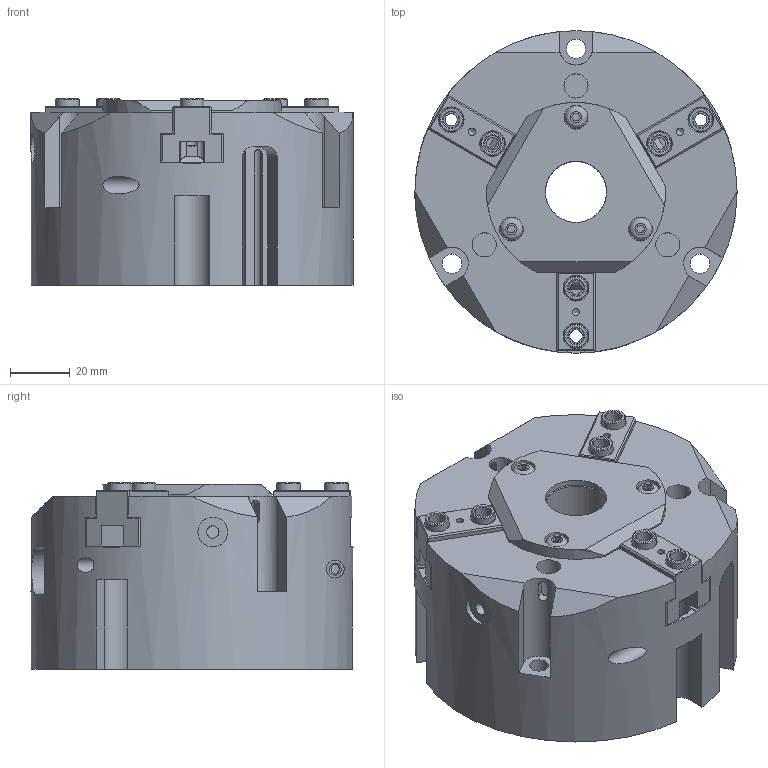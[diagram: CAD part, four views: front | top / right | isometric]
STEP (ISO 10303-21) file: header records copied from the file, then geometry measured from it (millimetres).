
FILE_DESCRIPTION(/* description */ ('ASSIEME CORSA 8 mm PER GRIFFA'),/* implementation_level */ '2;1');
FILE_NAME(/* name */ 'FBM-110.stp',/* time_stamp */ '2021-07-20T09:43:47+02:00',/* author */ ('Francesca'),/* organization */ (''),/* preprocessor_version */ 'ST-DEVELOPER v17',/* originating_system */ 'Autodesk Inventor 2019',/* authorisation */ '');
FILE_SCHEMA (('AUTOMOTIVE_DESIGN { 1 0 10303 214 3 1 1 }'));
Length unit declared in the file: millimetre
Products named in the file (9): FBM-110-CLIENTE; FBM-110-CORPO( EX MFB)-cliente; MFB-110-FONDELLO-CLIENTE; MFB-110-COPERCHIO; ISO 7380-1 - M4 x 8; DIN 913 - M5 x 5; PZP80 GRIFFA; BOCCOLA 8H7L5.4; MFB-110-TUBO
Assembly tree (18 placements, depth 2):
  FBM-110-CLIENTE
    FBM-110-CORPO( EX MFB)-cliente
    MFB-110-FONDELLO-CLIENTE
    MFB-110-COPERCHIO
    ISO 7380-1 - M4 x 8  x3
    DIN 913 - M5 x 5  x2
    PZP80 GRIFFA  x3
    BOCCOLA 8H7L5.4  x6
    MFB-110-TUBO
Bounding box: 108 x 107.96 x 62.5 mm (x, y, z)
Volume: 436416.8 mm3; surface area: 101993.8 mm2
Topology: 18 solids, 18 shells, 543 faces, 1513 edges, 1019 vertices
Faces by surface type: plane 336, cylinder 128, cone 70, torus 6, bspline 3
Full cylindrical faces by diameter (mm): 2.459 x3, 2.5 x2, 3.242 x5, 4 x3, 4.134 x11, 4.2 x2, 4.5 x3, 5 x2, 5.3 x6, 6 x3, 6.5 x3, 7.6 x3, 8 x15, 8.1 x3, 8.5 x3, 8.566 x2, 9.1 x3, 10 x1, 20.5 x3, 28 x2, 38 x1, 42.5 x1, 58 x1, 75 x3, 78 x1, 80.8 x1, 108 x1
Entity records: 11834 total; most frequent: CARTESIAN_POINT 2610, DIRECTION 1915, ORIENTED_EDGE 1828, EDGE_CURVE 914, AXIS2_PLACEMENT_3D 703, VERTEX_POINT 632, LINE 509, VECTOR 509
